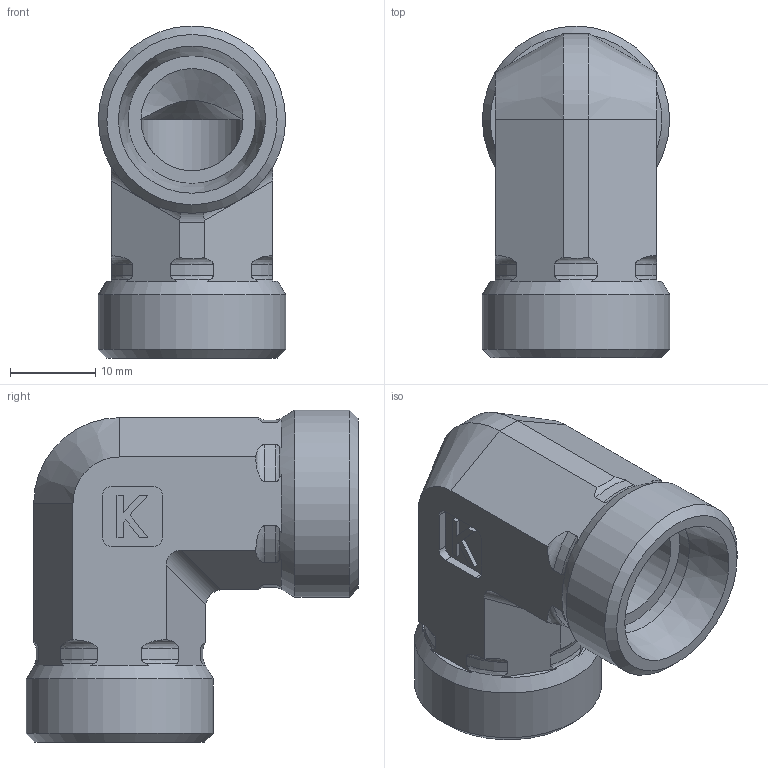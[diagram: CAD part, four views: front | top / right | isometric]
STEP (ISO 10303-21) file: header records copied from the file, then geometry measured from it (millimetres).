
FILE_DESCRIPTION((''),'2;1');
FILE_NAME('351152222.stp','2014-08-13T11:28:37',(''),('KNOMI spol. s r. o.'),'Autodesk Inventor 2012','Autodesk Inventor 2012','');
FILE_SCHEMA(('AUTOMOTIVE_DESIGN { 1 2 10303 214 0 1 1 1 }'));
Length unit declared in the file: millimetre
Products named in the file (1): LS2 15L M22/M22
Bounding box: 22 x 39 x 39 mm (x, y, z)
Volume: 10744.1 mm3; surface area: 6276.2 mm2
Topology: 1 solids, 1 shells, 116 faces, 321 edges, 211 vertices
Faces by surface type: plane 56, cylinder 26, torus 24, cone 10
Full cylindrical faces by diameter (mm): 12 x2, 15 x2, 22 x2
Entity records: 3904 total; most frequent: CARTESIAN_POINT 1092, ORIENTED_EDGE 604, DIRECTION 552, EDGE_CURVE 302, AXIS2_PLACEMENT_3D 210, VERTEX_POINT 204, EDGE_LOOP 134, VECTOR 132
